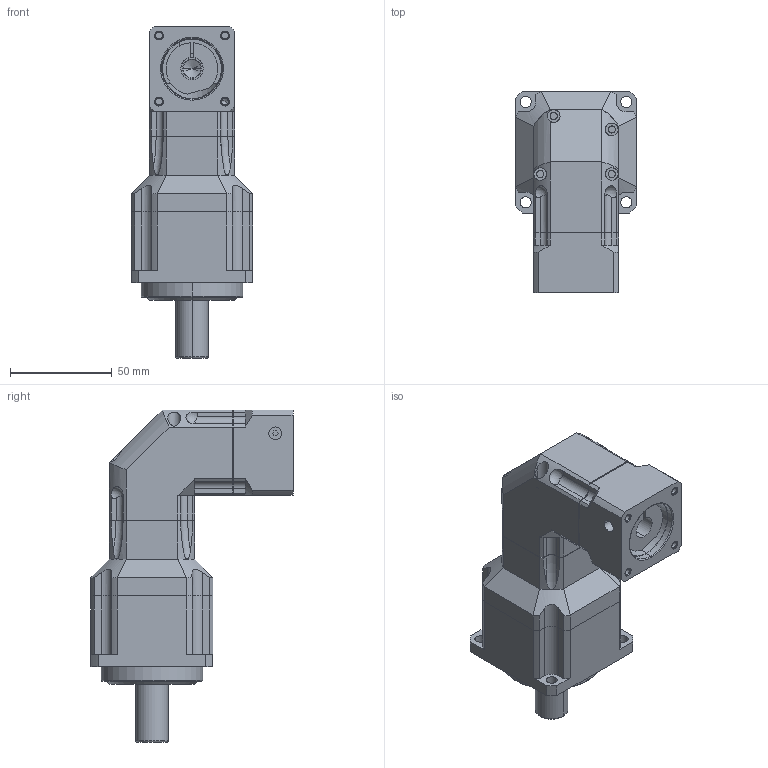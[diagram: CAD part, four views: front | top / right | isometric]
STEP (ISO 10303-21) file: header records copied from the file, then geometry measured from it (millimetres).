
FILE_DESCRIPTION((''),'2;1');
FILE_NAME('ABR0602-P4010102_ASM','2008-01-17T',('d00176'),(''),'PRO/ENGINEER BY PARAMETRIC TECHNOLOGY CORPORATION, 2006170','PRO/ENGINEER BY PARAMETRIC TECHNOLOGY CORPORATION, 2006170','');
FILE_SCHEMA(('CONFIG_CONTROL_DESIGN'));
Length unit declared in the file: millimetre
Products named in the file (5): AB0602_AF2; AB0602-1_AF2; PD010001_AF30; P4010102; ABR0602-P4010102_ASM
Assembly tree (4 placements, depth 2):
  ABR0602-P4010102_ASM
    AB0602_AF2
    AB0602-1_AF2
    PD010001_AF30
    P4010102
Bounding box: 60 x 99.5 x 163.5 mm (x, y, z)
Volume: 306144.6 mm3; surface area: 66390 mm2
Topology: 5 solids, 15 shells, 463 faces, 1127 edges, 697 vertices
Faces by surface type: cylinder 180, plane 169, cone 86, torus 20, bspline 4, sphere 4
Entity records: 14267 total; most frequent: CARTESIAN_POINT 3113, DIRECTION 2450, ORIENTED_EDGE 2182, EDGE_CURVE 1113, AXIS2_PLACEMENT_3D 961, VERTEX_POINT 697, VECTOR 528, LINE 528
